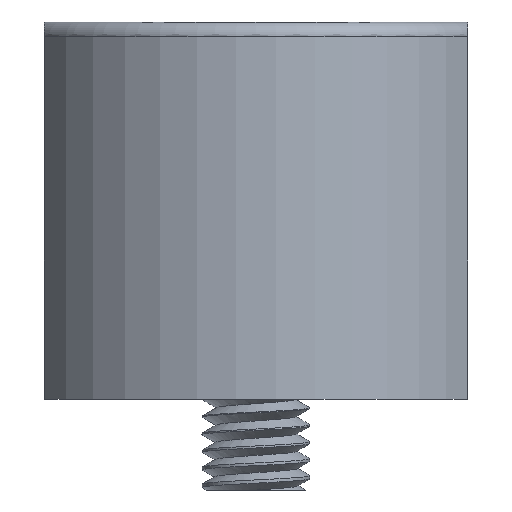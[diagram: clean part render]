
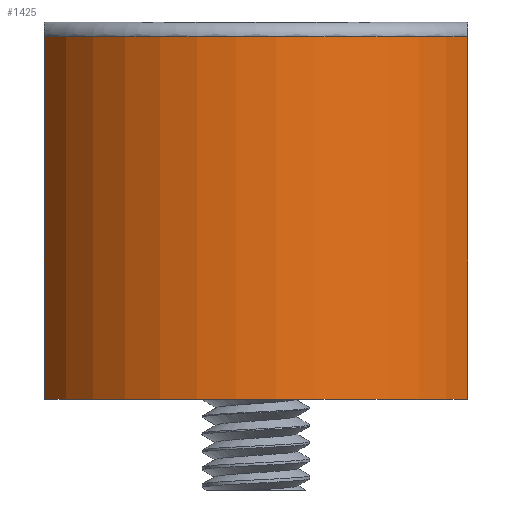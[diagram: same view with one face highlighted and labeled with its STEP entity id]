
A CAD part, front view. The second image highlights one B-rep face of the part: STEP entity #1425.
In plain terms, the highlighted cylindrical face has radius 12.7 mm (diameter 25.4 mm), a partial arc.
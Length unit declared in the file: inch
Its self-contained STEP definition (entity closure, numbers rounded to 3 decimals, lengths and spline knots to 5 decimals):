
#182=FACE_OUTER_BOUND('',#272,.T.);
#272=EDGE_LOOP('',(#1057,#1058,#1059,#1060));
#354=CIRCLE('',#1577,0.5);
#357=CIRCLE('',#1584,0.5);
#493=LINE('',#5158,#543);
#495=LINE('',#5181,#545);
#543=VECTOR('',#1787,0.3937);
#545=VECTOR('',#1801,0.3937);
#609=VERTEX_POINT('',#5108);
#612=VERTEX_POINT('',#5124);
#616=VERTEX_POINT('',#5156);
#619=VERTEX_POINT('',#5179);
#777=EDGE_CURVE('',#612,#609,#354,.T.);
#782=EDGE_CURVE('',#616,#612,#493,.T.);
#787=EDGE_CURVE('',#616,#619,#357,.T.);
#788=EDGE_CURVE('',#619,#609,#495,.T.);
#1057=ORIENTED_EDGE('',*,*,#777,.F.);
#1058=ORIENTED_EDGE('',*,*,#782,.F.);
#1059=ORIENTED_EDGE('',*,*,#787,.T.);
#1060=ORIENTED_EDGE('',*,*,#788,.T.);
#1396=CYLINDRICAL_SURFACE('',#1583,0.5);
#1425=ADVANCED_FACE('',(#182),#1396,.T.);
#1577=AXIS2_PLACEMENT_3D('',#5137,#1780,#1781);
#1583=AXIS2_PLACEMENT_3D('',#5178,#1797,#1798);
#1584=AXIS2_PLACEMENT_3D('',#5180,#1799,#1800);
#1780=DIRECTION('center_axis',(0.,0.,1.));
#1781=DIRECTION('ref_axis',(0.,1.,0.));
#1787=DIRECTION('',(0.,0.,1.));
#1797=DIRECTION('center_axis',(0.,0.,1.));
#1798=DIRECTION('ref_axis',(1.,0.,0.));
#1799=DIRECTION('center_axis',(0.,0.,1.));
#1800=DIRECTION('ref_axis',(1.,0.,0.));
#1801=DIRECTION('',(0.,0.,1.));
#5108=CARTESIAN_POINT('',(-0.4375,0.24206,0.75));
#5124=CARTESIAN_POINT('',(0.4375,0.24206,0.75));
#5137=CARTESIAN_POINT('Origin',(0.,0.,0.75));
#5156=CARTESIAN_POINT('',(0.4375,0.24206,0.));
#5158=CARTESIAN_POINT('',(0.4375,0.24206,0.));
#5178=CARTESIAN_POINT('Origin',(0.,0.,0.));
#5179=CARTESIAN_POINT('',(-0.4375,0.24206,0.));
#5180=CARTESIAN_POINT('Origin',(0.,0.,0.));
#5181=CARTESIAN_POINT('',(-0.4375,0.24206,0.));
